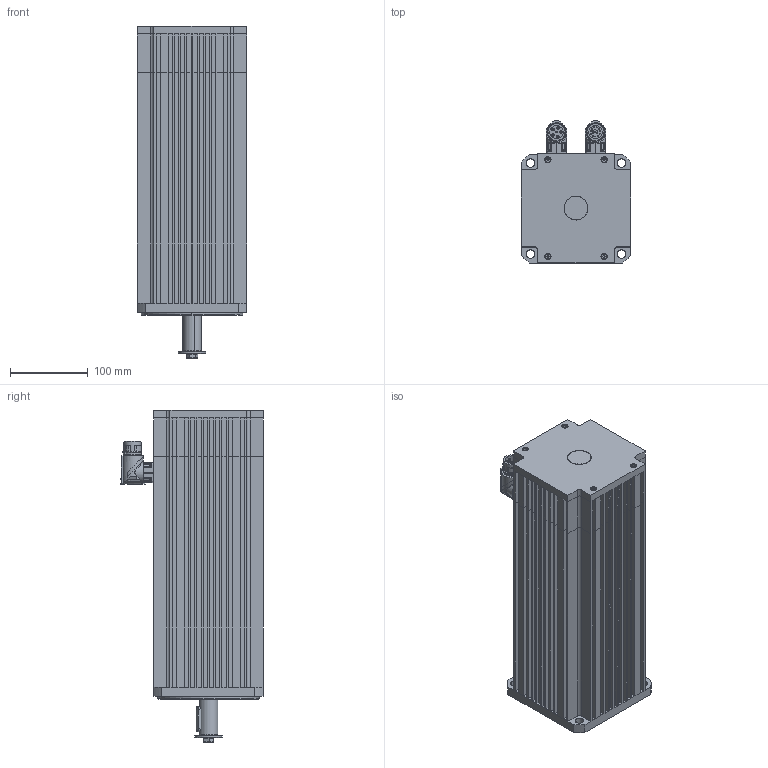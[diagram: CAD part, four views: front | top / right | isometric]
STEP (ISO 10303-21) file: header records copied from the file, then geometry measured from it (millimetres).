
FILE_DESCRIPTION((''),'2;1');
FILE_NAME('FP-3314 + Resolver + Fre.stp','2011-09-15T13:13:25',('jlopez'),(''),'Autodesk Inventor 9','Autodesk Inventor 9','');
FILE_SCHEMA(('AUTOMOTIVE_DESIGN { 1 0 10303 214 1 1 1 1 }'));
Length unit declared in the file: millimetre
Products named in the file (1): Pieza1
Bounding box: 140 x 182.15 x 425.7 mm (x, y, z)
Volume: 2652900.5 mm3; surface area: 644368.9 mm2
Topology: 50 solids, 58 shells, 1757 faces, 4431 edges, 2660 vertices
Faces by surface type: plane 761, cylinder 457, bspline 255, cone 162, sphere 62, torus 60
Entity records: 54394 total; most frequent: CARTESIAN_POINT 13743, DIRECTION 8615, ORIENTED_EDGE 8390, EDGE_CURVE 4195, AXIS2_PLACEMENT_3D 3226, VERTEX_POINT 2644, VECTOR 2163, LINE 2163
